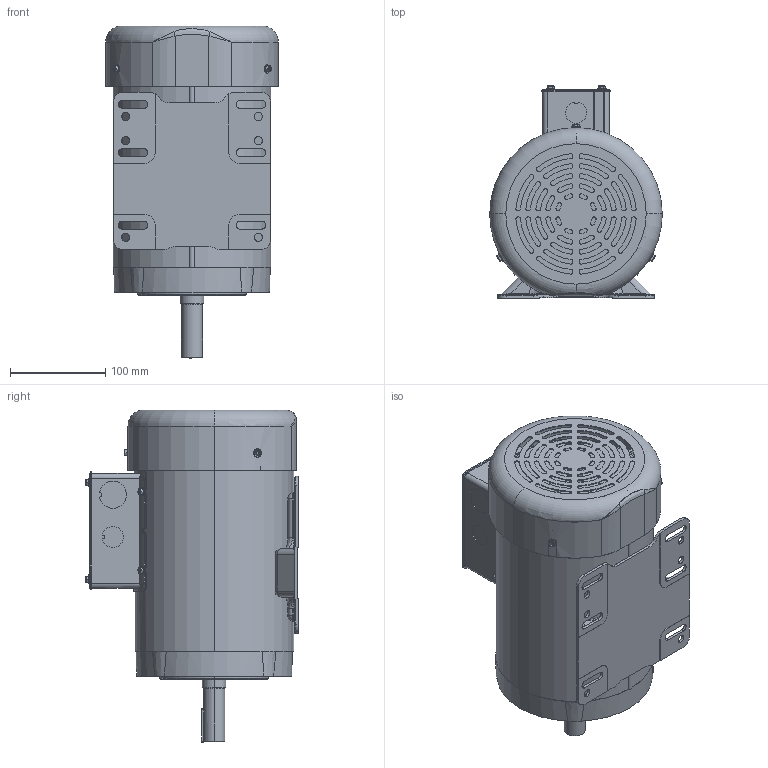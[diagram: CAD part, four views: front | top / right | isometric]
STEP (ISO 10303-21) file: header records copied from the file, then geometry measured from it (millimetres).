
FILE_DESCRIPTION (( 'STEP AP214' ), '1' );
FILE_NAME ('028605-750_Rev02 red1 r1 w E2001A front bell.STEP', '2022-01-27T14:19:48', ( '' ), ( '' ), 'SwSTEP 2.0', 'SolidWorks 2017', '' );
FILE_SCHEMA (( 'AUTOMOTIVE_DESIGN' ));
Length unit declared in the file: inch
Products named in the file (1): 028605-750_Rev02 red1 r1 w E2001A front bell
Bounding box: 181.56 x 223.44 x 349.38 mm (x, y, z)
Volume: 1016045.9 mm3; surface area: 674376.9 mm2
Topology: 31 solids, 31 shells, 2645 faces, 6805 edges, 4240 vertices
Faces by surface type: plane 1005, cylinder 940, cone 290, bspline 185, torus 177, sphere 48
Entity records: 103215 total; most frequent: CARTESIAN_POINT 39782, ORIENTED_EDGE 13470, DIRECTION 12928, EDGE_CURVE 6735, AXIS2_PLACEMENT_3D 5056, VERTEX_POINT 4228, EDGE_LOOP 2933, VECTOR 2816
